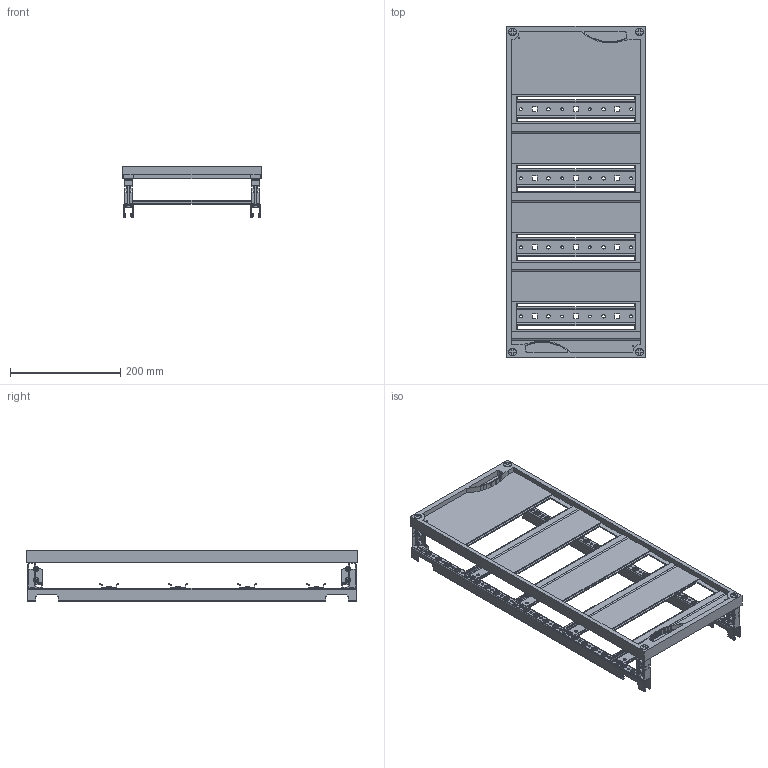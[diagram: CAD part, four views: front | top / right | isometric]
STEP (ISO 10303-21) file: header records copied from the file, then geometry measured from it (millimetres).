
FILE_DESCRIPTION(('STEP AP214'),'1');
FILE_NAME('cctmp_9926CE41-1435-40F2-B703-5E6F7CBD86D7_2023_07_22_14_29_57_0876..stp','2023-07-22T12:29:59',('SIEMENS A&D'),('CADClick - www.CADClick.com'),'Spatial InterOp 3D postprocessed',' ','unknown authorization');
FILE_SCHEMA(('AUTOMOTIVE_DESIGN'));
Length unit declared in the file: millimetre
Products named in the file (24): cc_unnamed; 2023_07_22_14_29_57_0806; 2023_07_22_14_29_57_0802; 2023_07_22_14_29_57_0798; 2023_07_22_14_29_57_0794; 2023_07_22_14_29_57_0790; 2023_07_22_14_29_57_0786; 2023_07_22_14_29_57_0782; 2023_07_22_14_29_57_0778; 2023_07_22_14_29_57_0774; 2023_07_22_14_29_57_0770; 2023_07_22_14_29_57_0766; 2023_07_22_14_29_57_0762; 2023_07_22_14_29_57_0758; 2023_07_22_14_29_57_0754; 2023_07_22_14_29_57_0750; 2023_07_22_14_29_57_0746; 2023_07_22_14_29_57_0742; 2023_07_22_14_29_57_0739; 2023_07_22_14_29_57_0735; 2023_07_22_14_29_57_0731; 2023_07_22_14_29_57_0727; 2023_07_22_14_29_57_0723; 2023_07_22_14_29_57_0720
Assembly tree (23 placements, depth 2):
  cc_unnamed
    2023_07_22_14_29_57_0806
    2023_07_22_14_29_57_0802
    2023_07_22_14_29_57_0798
    2023_07_22_14_29_57_0794
    2023_07_22_14_29_57_0790
    2023_07_22_14_29_57_0786
    2023_07_22_14_29_57_0782
    2023_07_22_14_29_57_0778
    2023_07_22_14_29_57_0774
    2023_07_22_14_29_57_0770
    2023_07_22_14_29_57_0766
    2023_07_22_14_29_57_0762
    2023_07_22_14_29_57_0758
    2023_07_22_14_29_57_0754
    2023_07_22_14_29_57_0750
    2023_07_22_14_29_57_0746
    2023_07_22_14_29_57_0742
    2023_07_22_14_29_57_0739
    2023_07_22_14_29_57_0735
    2023_07_22_14_29_57_0731
    2023_07_22_14_29_57_0727
    2023_07_22_14_29_57_0723
    2023_07_22_14_29_57_0720
Bounding box: 250 x 600 x 92.82 mm (x, y, z)
Volume: 789001.6 mm3; surface area: 594841.4 mm2
Topology: 23 solids, 23 shells, 2268 faces, 6404 edges, 4204 vertices
Faces by surface type: plane 1390, cylinder 838, sphere 16, torus 16, cone 8
Entity records: 82385 total; most frequent: CARTESIAN_POINT 13664, DIRECTION 12980, ORIENTED_EDGE 12840, EDGE_CURVE 6420, AXIS2_PLACEMENT_3D 4344, LINE 4292, VECTOR 4292, VERTEX_POINT 4220
